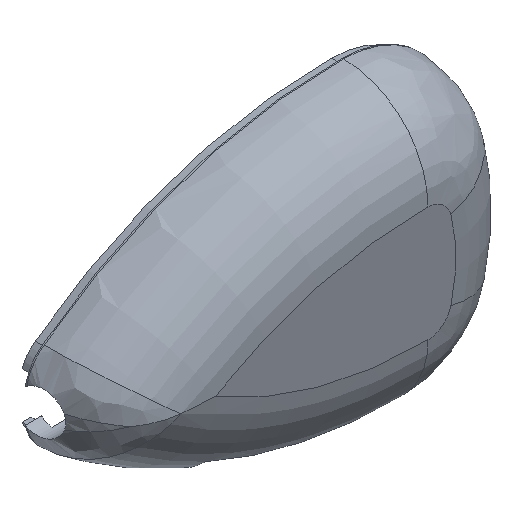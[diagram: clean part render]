
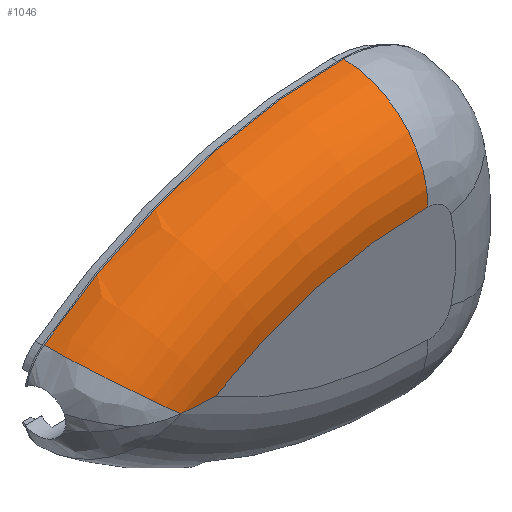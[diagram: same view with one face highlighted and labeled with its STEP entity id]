
A CAD part, isometric view. The second image highlights one B-rep face of the part: STEP entity #1046.
In plain terms, the highlighted toroidal (fillet/blend) face has major radius 76.013 mm and minor radius 16 mm.
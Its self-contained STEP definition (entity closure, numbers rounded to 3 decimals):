
#20=TOROIDAL_SURFACE('',#1188,76.013,16.);
#76=B_SPLINE_CURVE_WITH_KNOTS('',3,(#2205,#2206,#2207,#2208,#2209,#2210,
#2211,#2212),.UNSPECIFIED.,.F.,.F.,(4,1,1,1,1,4),(-1.071,-0.765,
-0.612,-0.306,-0.153,0.),
 .UNSPECIFIED.);
#79=B_SPLINE_CURVE_WITH_KNOTS('',3,(#2271,#2272,#2273,#2274,#2275,#2276),
 .UNSPECIFIED.,.F.,.F.,(4,2,4),(1.704,2.309,2.312),
 .UNSPECIFIED.);
#136=FACE_OUTER_BOUND('',#193,.T.);
#193=EDGE_LOOP('',(#967,#968,#969,#970,#971));
#380=CIRCLE('',#1179,16.);
#383=CIRCLE('',#1185,76.013);
#384=CIRCLE('',#1187,92.013);
#482=VERTEX_POINT('',#2144);
#484=VERTEX_POINT('',#2194);
#485=VERTEX_POINT('',#2269);
#487=VERTEX_POINT('',#2288);
#488=VERTEX_POINT('',#2290);
#637=EDGE_CURVE('',#484,#482,#76,.T.);
#641=EDGE_CURVE('',#484,#485,#79,.T.);
#644=EDGE_CURVE('',#487,#488,#380,.T.);
#648=EDGE_CURVE('',#485,#488,#383,.T.);
#649=EDGE_CURVE('',#487,#482,#384,.T.);
#967=ORIENTED_EDGE('',*,*,#637,.F.);
#968=ORIENTED_EDGE('',*,*,#641,.T.);
#969=ORIENTED_EDGE('',*,*,#648,.T.);
#970=ORIENTED_EDGE('',*,*,#644,.F.);
#971=ORIENTED_EDGE('',*,*,#649,.T.);
#1046=ADVANCED_FACE('',(#136),#20,.T.);
#1179=AXIS2_PLACEMENT_3D('',#2291,#1482,#1483);
#1185=AXIS2_PLACEMENT_3D('',#2298,#1495,#1496);
#1187=AXIS2_PLACEMENT_3D('',#2300,#1499,#1500);
#1188=AXIS2_PLACEMENT_3D('',#2301,#1501,#1502);
#1482=DIRECTION('center_axis',(1.,0.,
-0.011));
#1483=DIRECTION('ref_axis',(0.011,0.,1.));
#1495=DIRECTION('center_axis',(0.,1.,0.));
#1496=DIRECTION('ref_axis',(-0.289,0.,0.957));
#1499=DIRECTION('center_axis',(0.,-1.,0.));
#1500=DIRECTION('ref_axis',(-0.289,0.,0.957));
#1501=DIRECTION('center_axis',(0.,1.,0.));
#1502=DIRECTION('ref_axis',(0.,0.,1.));
#2144=CARTESIAN_POINT('',(-29.228,16.,12.187));
#2194=CARTESIAN_POINT('',(-19.192,0.349,3.8));
#2205=CARTESIAN_POINT('Ctrl Pts',(-19.192,0.349,3.8));
#2206=CARTESIAN_POINT('Ctrl Pts',(-20.663,0.752,5.088));
#2207=CARTESIAN_POINT('Ctrl Pts',(-22.831,1.881,6.941));
#2208=CARTESIAN_POINT('Ctrl Pts',(-26.009,5.058,9.587));
#2209=CARTESIAN_POINT('Ctrl Pts',(-27.981,8.564,11.187));
#2210=CARTESIAN_POINT('Ctrl Pts',(-29.046,12.714,12.041));
#2211=CARTESIAN_POINT('Ctrl Pts',(-29.228,14.912,12.187));
#2212=CARTESIAN_POINT('Ctrl Pts',(-29.228,16.,12.187));
#2269=CARTESIAN_POINT('',(-13.059,0.,3.8));
#2271=CARTESIAN_POINT('Ctrl Pts',(-19.192,0.349,3.8));
#2272=CARTESIAN_POINT('Ctrl Pts',(-17.169,0.105,3.8));
#2273=CARTESIAN_POINT('Ctrl Pts',(-15.122,0.001,
3.8));
#2274=CARTESIAN_POINT('Ctrl Pts',(-13.078,0.,
3.8));
#2275=CARTESIAN_POINT('Ctrl Pts',(-13.068,0.,
3.8));
#2276=CARTESIAN_POINT('Ctrl Pts',(-13.059,0.,3.8));
#2288=CARTESIAN_POINT('',(26.984,16.,30.589));
#2290=CARTESIAN_POINT('',(26.81,0.,14.59));
#2291=CARTESIAN_POINT('Origin',(26.81,16.,14.59));
#2298=CARTESIAN_POINT('Origin',(25.986,0.,-61.418));
#2300=CARTESIAN_POINT('Origin',(25.986,16.,-61.418));
#2301=CARTESIAN_POINT('Origin',(25.986,16.,-61.418));
